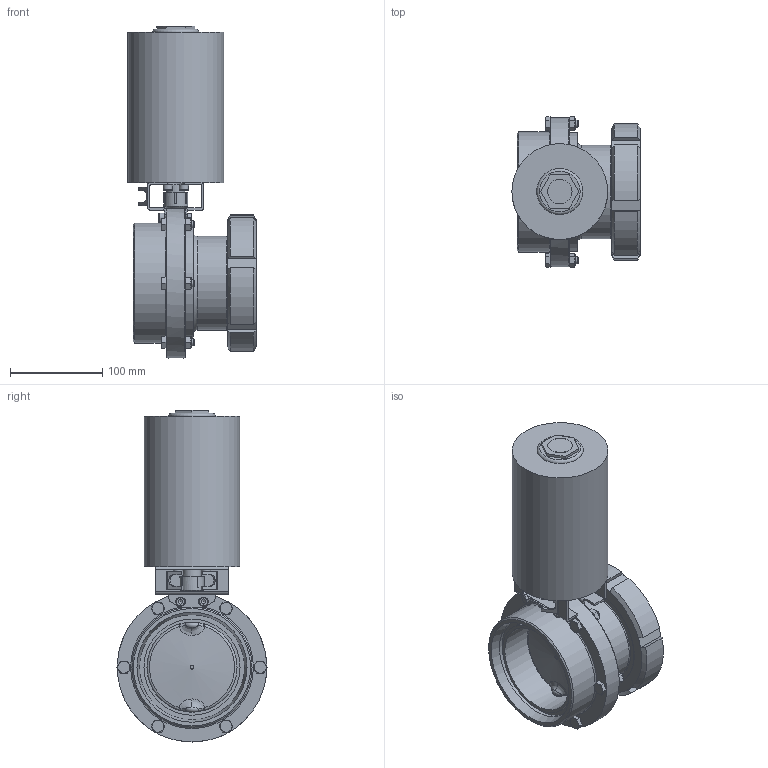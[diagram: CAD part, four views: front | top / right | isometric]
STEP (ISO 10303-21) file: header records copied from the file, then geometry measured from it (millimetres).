
FILE_DESCRIPTION((''),'2;1');
FILE_NAME('55604400XX20.stp','2010-11-29T08:00:43',('Creator'),(''),'Autodesk Inventor 2010','Autodesk Inventor 2010','');
FILE_SCHEMA(('AUTOMOTIVE_DESIGN { 1 0 10303 214 1 1 1 1 }'));
Length unit declared in the file: millimetre
Products named in the file (1): 55604400XX20
Bounding box: 138.9 x 162.51 x 359.5 mm (x, y, z)
Volume: 2206509.8 mm3; surface area: 280136.8 mm2
Topology: 1 solids, 8 shells, 584 faces, 1476 edges, 939 vertices
Faces by surface type: plane 324, cylinder 116, cone 104, bspline 21, torus 19
Full cylindrical faces by diameter (mm): 4.134 x1, 6 x2, 7.2 x2, 7.323 x6, 8 x12, 8.5 x6, 10 x6, 11.4 x6, 14 x2, 16.2 x2, 20 x1, 26 x1, 26.5 x1, 28 x1, 97.6 x2, 101.6 x1, 103.8 x1, 104 x1, 113.8 x1, 114 x1, 115 x1, 124.29 x1, 129 x1, 130 x1, 130.4 x1, 162 x1
Entity records: 18410 total; most frequent: CARTESIAN_POINT 5792, ORIENTED_EDGE 2604, DIRECTION 2498, EDGE_CURVE 1302, AXIS2_PLACEMENT_3D 989, VERTEX_POINT 888, EDGE_LOOP 775, FACE_OUTER_BOUND 583
